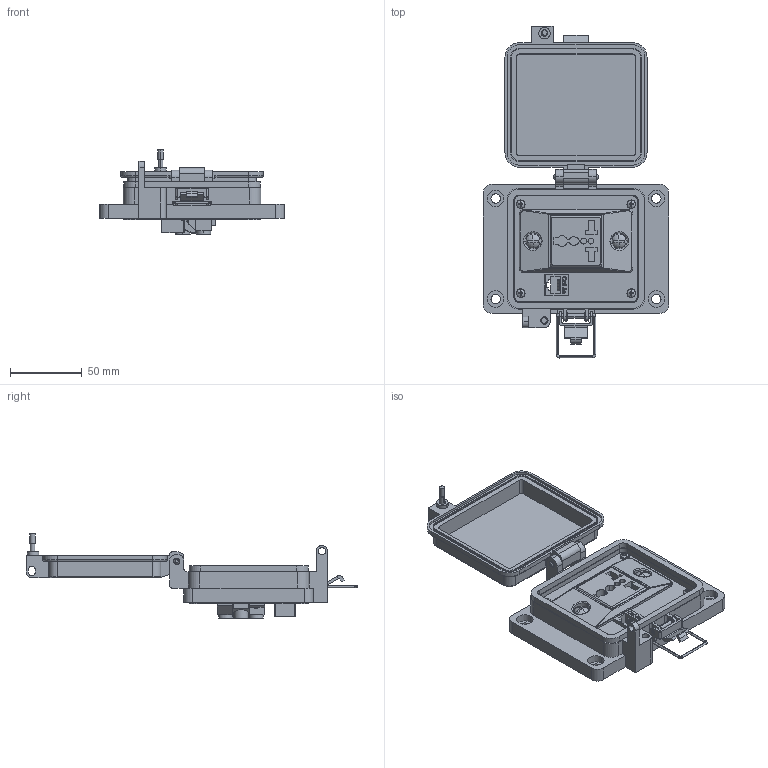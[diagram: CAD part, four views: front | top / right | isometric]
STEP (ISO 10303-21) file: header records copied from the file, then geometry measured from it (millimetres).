
FILE_DESCRIPTION (( 'STEP AP214' ), '1' );
FILE_NAME ('P-R2-K3RUV0_3D.STEP', '2017-12-05T14:01:58', ( '' ), ( '' ), 'SwSTEP 2.0', 'SolidWorks 2017', '' );
FILE_SCHEMA (( 'AUTOMOTIVE_DESIGN' ));
Length unit declared in the file: millimetre
Products named in the file (15): Z-200-OTLT-RUV_outlet; Z-200-OTLT-RUV_bezzel; P-R2-K3RUV0_FP060; 90272A106_ZINC-PLTD STL PAN HEAD PHILLIPS MACHINE SCREW_90272A106; P-R2-K3RUV0_TP060; P-R2-K3RUV0_BP180; P-R2-K3RUV0_3D; 92005A124_METRIC PAN HEAD PHILLIPS MACHINE SCREW_92005A124; Z-H-K3_B; R2; Z-300-RJ45CAT5; Z-002-8321132HN_90675A009; Z-000-83212TH_90271A194; RUV; Z-200-OTLT-RUV
Assembly tree (20 placements, depth 4):
  P-R2-K3RUV0_3D
    P-R2-K3RUV0_BP180
    P-R2-K3RUV0_TP060
    90272A106_ZINC-PLTD STL PAN HEAD PHILLIPS MACHINE SCREW_90272A106  x2
    P-R2-K3RUV0_FP060
    RUV
      Z-200-OTLT-RUV
        Z-200-OTLT-RUV_bezzel
        Z-200-OTLT-RUV_outlet
    Z-000-83212TH_90271A194  x2
    Z-002-8321132HN_90675A009  x2
    R2
      Z-300-RJ45CAT5
    Z-H-K3_B
    92005A124_METRIC PAN HEAD PHILLIPS MACHINE SCREW_92005A124  x4
Bounding box: 129 x 231.28 x 58.78 mm (x, y, z)
Volume: 196564.3 mm3; surface area: 122571.8 mm2
Topology: 26 solids, 26 shells, 2416 faces, 6699 edges, 4405 vertices
Faces by surface type: cylinder 1181, plane 795, bspline 242, cone 122, torus 46, sphere 30
Entity records: 72962 total; most frequent: CARTESIAN_POINT 25036, ORIENTED_EDGE 8920, DIRECTION 7237, EDGE_CURVE 4460, VERTEX_POINT 2925, VECTOR 2481, LINE 2481, AXIS2_PLACEMENT_3D 2378
